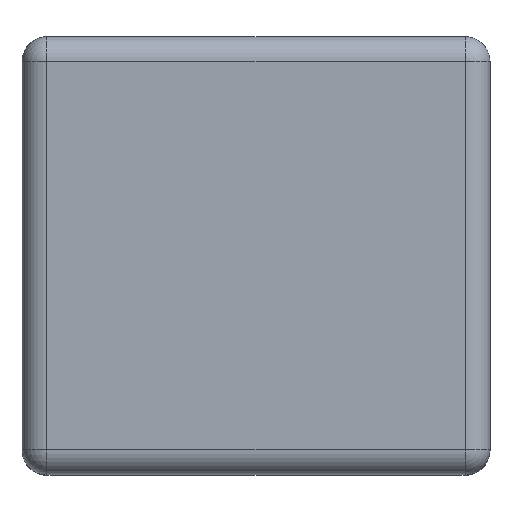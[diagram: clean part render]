
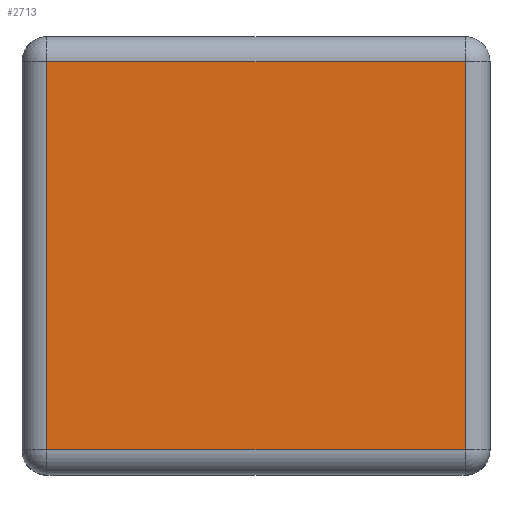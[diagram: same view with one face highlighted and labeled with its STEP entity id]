
A CAD part, top view. The second image highlights one B-rep face of the part: STEP entity #2713.
In plain terms, the highlighted planar face has unit normal (0, 0, 1).
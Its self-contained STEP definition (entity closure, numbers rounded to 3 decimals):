
#693 = CYLINDRICAL_SURFACE('',#694,0.5);
#694 = AXIS2_PLACEMENT_3D('',#695,#696,#697);
#695 = CARTESIAN_POINT('',(22.48,19.14,5.35));
#696 = DIRECTION('',(-1.,0.,0.));
#697 = DIRECTION('',(0.,1.,-0.));
#1245 = CYLINDRICAL_SURFACE('',#1246,0.5);
#1246 = AXIS2_PLACEMENT_3D('',#1247,#1248,#1249);
#1247 = CARTESIAN_POINT('',(13.58,19.64,5.35));
#1248 = DIRECTION('',(0.,-1.,0.));
#1249 = DIRECTION('',(-1.,0.,0.));
#1473 = VERTEX_POINT('',#1474);
#1474 = CARTESIAN_POINT('',(21.98,19.14,5.85));
#1494 = EDGE_CURVE('',#1473,#1495,#1497,.T.);
#1495 = VERTEX_POINT('',#1496);
#1496 = CARTESIAN_POINT('',(13.58,19.14,5.85));
#1497 = SURFACE_CURVE('',#1498,(#1502,#1509),.PCURVE_S1.);
#1498 = LINE('',#1499,#1500);
#1499 = CARTESIAN_POINT('',(22.48,19.14,5.85));
#1500 = VECTOR('',#1501,1.);
#1501 = DIRECTION('',(-1.,0.,0.));
#1502 = PCURVE('',#693,#1503);
#1503 = DEFINITIONAL_REPRESENTATION('',(#1504),#1508);
#1504 = LINE('',#1505,#1506);
#1505 = CARTESIAN_POINT('',(-1.571,0.));
#1506 = VECTOR('',#1507,1.);
#1507 = DIRECTION('',(-0.,1.));
#1508 = ( GEOMETRIC_REPRESENTATION_CONTEXT(2) 
PARAMETRIC_REPRESENTATION_CONTEXT() REPRESENTATION_CONTEXT('2D SPACE',''
  ) );
#1509 = PCURVE('',#1510,#1515);
#1510 = PLANE('',#1511);
#1511 = AXIS2_PLACEMENT_3D('',#1512,#1513,#1514);
#1512 = CARTESIAN_POINT('',(17.78,15.24,5.85));
#1513 = DIRECTION('',(0.,0.,1.));
#1514 = DIRECTION('',(1.,0.,0.));
#1515 = DEFINITIONAL_REPRESENTATION('',(#1516),#1520);
#1516 = LINE('',#1517,#1518);
#1517 = CARTESIAN_POINT('',(4.7,3.9));
#1518 = VECTOR('',#1519,1.);
#1519 = DIRECTION('',(-1.,0.));
#1520 = ( GEOMETRIC_REPRESENTATION_CONTEXT(2) 
PARAMETRIC_REPRESENTATION_CONTEXT() REPRESENTATION_CONTEXT('2D SPACE',''
  ) );
#1815 = CYLINDRICAL_SURFACE('',#1816,0.5);
#1816 = AXIS2_PLACEMENT_3D('',#1817,#1818,#1819);
#1817 = CARTESIAN_POINT('',(21.98,10.84,5.35));
#1818 = DIRECTION('',(0.,1.,0.));
#1819 = DIRECTION('',(1.,0.,-0.));
#2148 = CYLINDRICAL_SURFACE('',#2149,0.5);
#2149 = AXIS2_PLACEMENT_3D('',#2150,#2151,#2152);
#2150 = CARTESIAN_POINT('',(13.08,11.34,5.35));
#2151 = DIRECTION('',(1.,0.,0.));
#2152 = DIRECTION('',(0.,0.,1.));
#2459 = EDGE_CURVE('',#1495,#2460,#2462,.T.);
#2460 = VERTEX_POINT('',#2461);
#2461 = CARTESIAN_POINT('',(13.58,11.34,5.85));
#2462 = SURFACE_CURVE('',#2463,(#2467,#2474),.PCURVE_S1.);
#2463 = LINE('',#2464,#2465);
#2464 = CARTESIAN_POINT('',(13.58,19.64,5.85));
#2465 = VECTOR('',#2466,1.);
#2466 = DIRECTION('',(0.,-1.,0.));
#2467 = PCURVE('',#1245,#2468);
#2468 = DEFINITIONAL_REPRESENTATION('',(#2469),#2473);
#2469 = LINE('',#2470,#2471);
#2470 = CARTESIAN_POINT('',(-1.571,0.));
#2471 = VECTOR('',#2472,1.);
#2472 = DIRECTION('',(-0.,1.));
#2473 = ( GEOMETRIC_REPRESENTATION_CONTEXT(2) 
PARAMETRIC_REPRESENTATION_CONTEXT() REPRESENTATION_CONTEXT('2D SPACE',''
  ) );
#2474 = PCURVE('',#1510,#2475);
#2475 = DEFINITIONAL_REPRESENTATION('',(#2476),#2480);
#2476 = LINE('',#2477,#2478);
#2477 = CARTESIAN_POINT('',(-4.2,4.4));
#2478 = VECTOR('',#2479,1.);
#2479 = DIRECTION('',(0.,-1.));
#2480 = ( GEOMETRIC_REPRESENTATION_CONTEXT(2) 
PARAMETRIC_REPRESENTATION_CONTEXT() REPRESENTATION_CONTEXT('2D SPACE',''
  ) );
#2713 = ADVANCED_FACE('',(#2714),#1510,.T.);
#2714 = FACE_BOUND('',#2715,.T.);
#2715 = EDGE_LOOP('',(#2716,#2717,#2718,#2741));
#2716 = ORIENTED_EDGE('',*,*,#1494,.T.);
#2717 = ORIENTED_EDGE('',*,*,#2459,.T.);
#2718 = ORIENTED_EDGE('',*,*,#2719,.T.);
#2719 = EDGE_CURVE('',#2460,#2720,#2722,.T.);
#2720 = VERTEX_POINT('',#2721);
#2721 = CARTESIAN_POINT('',(21.98,11.34,5.85));
#2722 = SURFACE_CURVE('',#2723,(#2727,#2734),.PCURVE_S1.);
#2723 = LINE('',#2724,#2725);
#2724 = CARTESIAN_POINT('',(13.08,11.34,5.85));
#2725 = VECTOR('',#2726,1.);
#2726 = DIRECTION('',(1.,0.,0.));
#2727 = PCURVE('',#1510,#2728);
#2728 = DEFINITIONAL_REPRESENTATION('',(#2729),#2733);
#2729 = LINE('',#2730,#2731);
#2730 = CARTESIAN_POINT('',(-4.7,-3.9));
#2731 = VECTOR('',#2732,1.);
#2732 = DIRECTION('',(1.,0.));
#2733 = ( GEOMETRIC_REPRESENTATION_CONTEXT(2) 
PARAMETRIC_REPRESENTATION_CONTEXT() REPRESENTATION_CONTEXT('2D SPACE',''
  ) );
#2734 = PCURVE('',#2148,#2735);
#2735 = DEFINITIONAL_REPRESENTATION('',(#2736),#2740);
#2736 = LINE('',#2737,#2738);
#2737 = CARTESIAN_POINT('',(0.,0.));
#2738 = VECTOR('',#2739,1.);
#2739 = DIRECTION('',(0.,1.));
#2740 = ( GEOMETRIC_REPRESENTATION_CONTEXT(2) 
PARAMETRIC_REPRESENTATION_CONTEXT() REPRESENTATION_CONTEXT('2D SPACE',''
  ) );
#2741 = ORIENTED_EDGE('',*,*,#2742,.T.);
#2742 = EDGE_CURVE('',#2720,#1473,#2743,.T.);
#2743 = SURFACE_CURVE('',#2744,(#2748,#2755),.PCURVE_S1.);
#2744 = LINE('',#2745,#2746);
#2745 = CARTESIAN_POINT('',(21.98,10.84,5.85));
#2746 = VECTOR('',#2747,1.);
#2747 = DIRECTION('',(0.,1.,0.));
#2748 = PCURVE('',#1510,#2749);
#2749 = DEFINITIONAL_REPRESENTATION('',(#2750),#2754);
#2750 = LINE('',#2751,#2752);
#2751 = CARTESIAN_POINT('',(4.2,-4.4));
#2752 = VECTOR('',#2753,1.);
#2753 = DIRECTION('',(0.,1.));
#2754 = ( GEOMETRIC_REPRESENTATION_CONTEXT(2) 
PARAMETRIC_REPRESENTATION_CONTEXT() REPRESENTATION_CONTEXT('2D SPACE',''
  ) );
#2755 = PCURVE('',#1815,#2756);
#2756 = DEFINITIONAL_REPRESENTATION('',(#2757),#2761);
#2757 = LINE('',#2758,#2759);
#2758 = CARTESIAN_POINT('',(-1.571,0.));
#2759 = VECTOR('',#2760,1.);
#2760 = DIRECTION('',(-0.,1.));
#2761 = ( GEOMETRIC_REPRESENTATION_CONTEXT(2) 
PARAMETRIC_REPRESENTATION_CONTEXT() REPRESENTATION_CONTEXT('2D SPACE',''
  ) );
